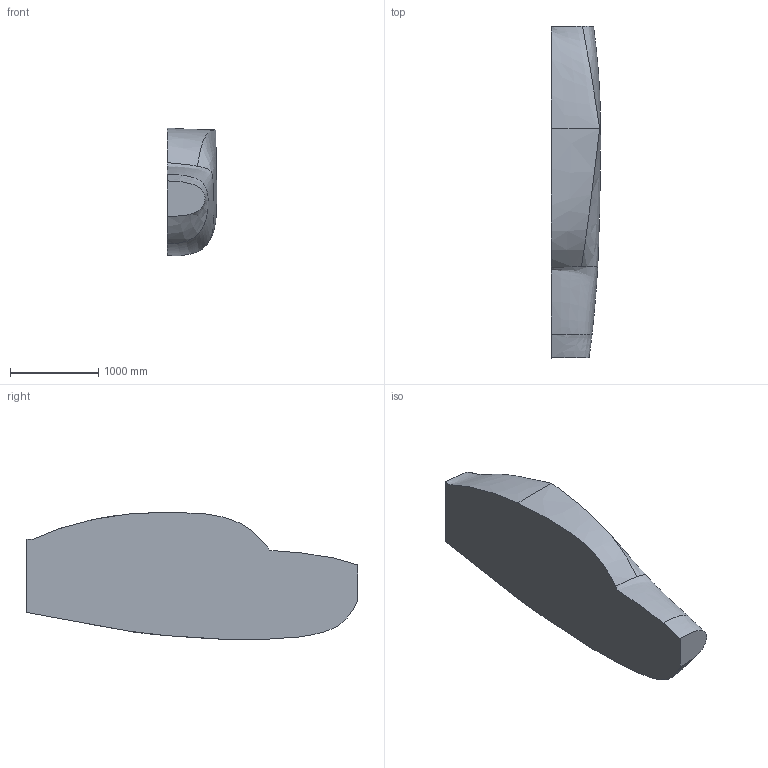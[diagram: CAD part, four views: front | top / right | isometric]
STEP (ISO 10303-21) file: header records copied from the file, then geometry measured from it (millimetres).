
FILE_DESCRIPTION(/* description */ (''),/* implementation_level */ '2;1');
FILE_NAME(/* name */ '0-1 V5 Form Shell Assembly for Splitting v19.step',/* time_stamp */ '2021-01-16T08:10:58-07:00',/* author */ (''),/* organization */ (''),/* preprocessor_version */ 'ST-DEVELOPER v18.1',/* originating_system */ 'Autodesk Translation Framework v9.7.1.1290',/* authorisation */ '');
FILE_SCHEMA (('AUTOMOTIVE_DESIGN { 1 0 10303 214 3 1 1 }'));
Length unit declared in the file: inch
Products named in the file (1): 0-1 V5 Form Shell Assembly for Splitting
Bounding box: 556.6 x 3759.2 x 1448.58 mm (x, y, z)
Volume: 2069372727.8 mm3; surface area: 12151644.8 mm2
Topology: 1 solids, 1 shells, 9 faces, 27 edges, 20 vertices
Faces by surface type: bspline 6, plane 3
Entity records: 3988 total; most frequent: CARTESIAN_POINT 3783, ORIENTED_EDGE 54, EDGE_CURVE 27, VERTEX_POINT 20, DIRECTION 13, FACE_OUTER_BOUND 9, EDGE_LOOP 9, ADVANCED_FACE 9
